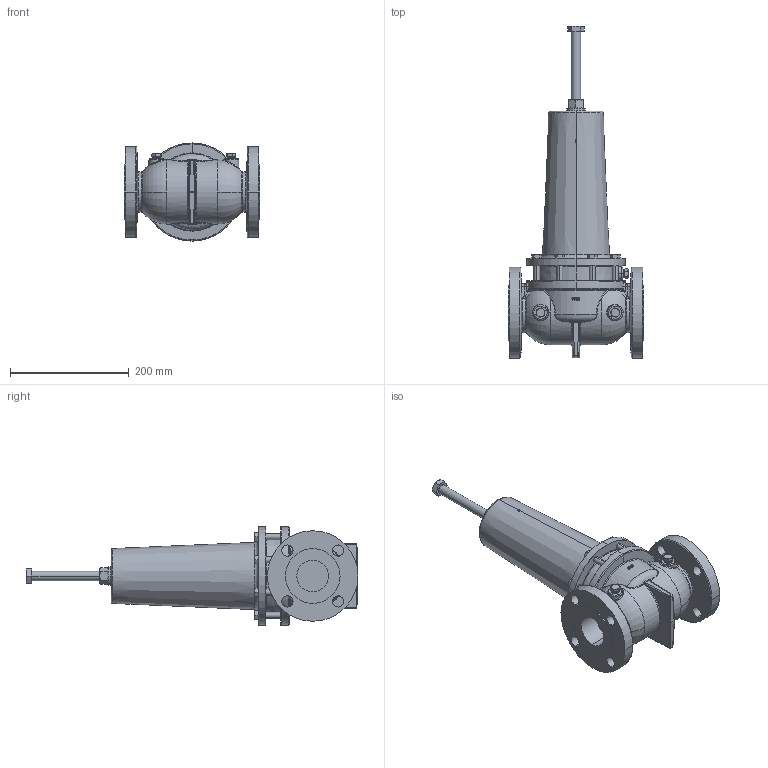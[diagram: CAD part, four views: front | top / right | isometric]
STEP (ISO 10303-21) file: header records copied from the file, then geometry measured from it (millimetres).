
FILE_DESCRIPTION (( 'STEP AP203' ), '1' );
FILE_NAME ('2 INCH 209 FMT BP5-D (ALW1).STEP', '2015-06-01T14:35:55', ( 'PCTech' ), ( 'Microsoft' ), 'SwSTEP 2.0', 'SolidWorks 2015', '' );
FILE_SCHEMA (( 'CONFIG_CONTROL_DESIGN' ));
Length unit declared in the file: inch
Products named in the file (1): 2 INCH 209 FMT BP5-D (ALW1)
Bounding box: 228.6 x 558.67 x 165.1 mm (x, y, z)
Volume: 5116771.1 mm3; surface area: 318105.4 mm2
Topology: 1 solids, 1 shells, 902 faces, 2241 edges, 1379 vertices
Faces by surface type: plane 325, bspline 250, cylinder 137, cone 132, torus 38, sphere 20
Entity records: 40581 total; most frequent: CARTESIAN_POINT 21445, ORIENTED_EDGE 4434, DIRECTION 3274, EDGE_CURVE 2217, VERTEX_POINT 1377, AXIS2_PLACEMENT_3D 1272, EDGE_LOOP 994, ADVANCED_FACE 902
